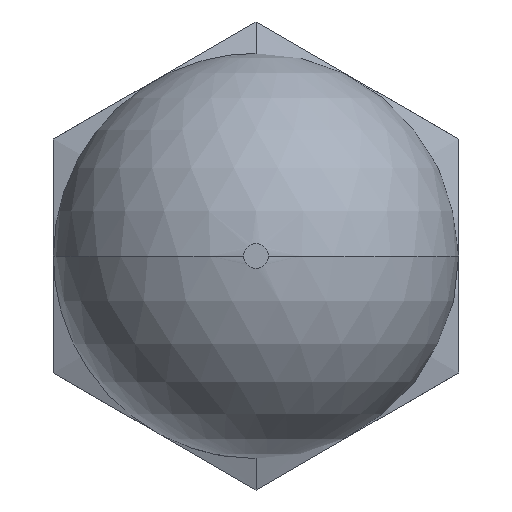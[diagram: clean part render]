
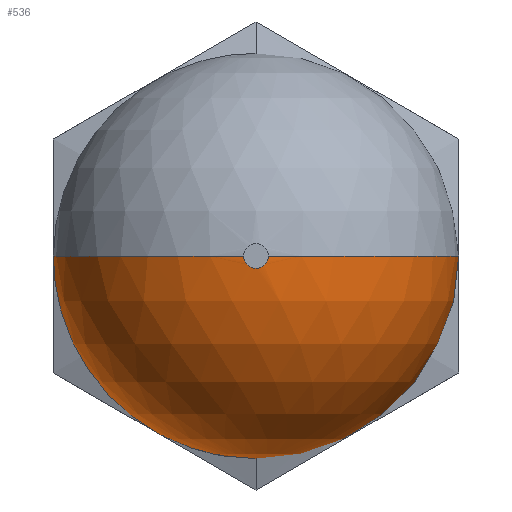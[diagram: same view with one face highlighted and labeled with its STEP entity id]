
A CAD part, front view. The second image highlights one B-rep face of the part: STEP entity #536.
In plain terms, the highlighted spherical face has radius 11 mm.
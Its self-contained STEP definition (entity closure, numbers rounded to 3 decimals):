
#24 = FACE_OUTER_BOUND ( 'NONE', #531, .T. ) ;
#42 = EDGE_CURVE ( 'NONE', #475, #777, #316, .T. ) ;
#47 = DIRECTION ( 'NONE',  ( 0., 0., 1. ) ) ;
#52 = EDGE_CURVE ( 'NONE', #396, #435, #300, .T. ) ;
#54 = AXIS2_PLACEMENT_3D ( 'NONE', #135, #132, #131 ) ;
#58 = DIRECTION ( 'NONE',  ( 0., 1., 0. ) ) ;
#65 = CARTESIAN_POINT ( 'NONE',  ( 0., -13., 0. ) ) ;
#131 = DIRECTION ( 'NONE',  ( 1., 0., 0. ) ) ;
#132 = DIRECTION ( 'NONE',  ( 0., 0., 1. ) ) ;
#135 = CARTESIAN_POINT ( 'NONE',  ( 0., -21.047, 0. ) ) ;
#142 = DIRECTION ( 'NONE',  ( 0., 0., 1. ) ) ;
#168 = CARTESIAN_POINT ( 'NONE',  ( 0., -13., 0. ) ) ;
#233 = DIRECTION ( 'NONE',  ( 0., 1., 0. ) ) ;
#234 = AXIS2_PLACEMENT_3D ( 'NONE', #478, #714, #295 ) ;
#249 = DIRECTION ( 'NONE',  ( 0., 0., 1. ) ) ;
#280 = AXIS2_PLACEMENT_3D ( 'NONE', #65, #58, #47 ) ;
#290 = AXIS2_PLACEMENT_3D ( 'NONE', #403, #393, #390 ) ;
#295 = DIRECTION ( 'NONE',  ( -1., 0., 0. ) ) ;
#300 = CIRCLE ( 'NONE', #556, 7.5 ) ;
#316 = CIRCLE ( 'NONE', #576, 0.663 ) ;
#321 = DIRECTION ( 'NONE',  ( 0., 1., 0. ) ) ;
#345 = ORIENTED_EDGE ( 'NONE', *, *, #667, .T. ) ;
#390 = DIRECTION ( 'NONE',  ( -1., 0., 0. ) ) ;
#393 = DIRECTION ( 'NONE',  ( 0., 0., 1. ) ) ;
#396 = VERTEX_POINT ( 'NONE', #631 ) ;
#403 = CARTESIAN_POINT ( 'NONE',  ( 0., -21.047, 0. ) ) ;
#417 = VERTEX_POINT ( 'NONE', #597 ) ;
#435 = VERTEX_POINT ( 'NONE', #584 ) ;
#475 = VERTEX_POINT ( 'NONE', #491 ) ;
#478 = CARTESIAN_POINT ( 'NONE',  ( 0., -21.047, 0. ) ) ;
#491 = CARTESIAN_POINT ( 'NONE',  ( 0.663, -32.027, 0. ) ) ;
#522 = ORIENTED_EDGE ( 'NONE', *, *, #622, .F. ) ;
#531 = EDGE_LOOP ( 'NONE', ( #889, #555, #345, #819, #522 ) ) ;
#536 = ADVANCED_FACE ( 'NONE', ( #24 ), #585, .T. ) ;
#555 = ORIENTED_EDGE ( 'NONE', *, *, #42, .T. ) ;
#556 = AXIS2_PLACEMENT_3D ( 'NONE', #168, #321, #142 ) ;
#576 = AXIS2_PLACEMENT_3D ( 'NONE', #606, #233, #249 ) ;
#584 = CARTESIAN_POINT ( 'NONE',  ( -7.5, -13., 0. ) ) ;
#585 = SPHERICAL_SURFACE ( 'NONE', #290, 11. ) ;
#597 = CARTESIAN_POINT ( 'NONE',  ( 7.5, -13., 0. ) ) ;
#606 = CARTESIAN_POINT ( 'NONE',  ( 0., -32.027, 0. ) ) ;
#622 = EDGE_CURVE ( 'NONE', #417, #396, #962, .T. ) ;
#631 = CARTESIAN_POINT ( 'NONE',  ( 0., -13., -7.5 ) ) ;
#660 = CIRCLE ( 'NONE', #54, 11. ) ;
#667 = EDGE_CURVE ( 'NONE', #777, #435, #927, .T. ) ;
#714 = DIRECTION ( 'NONE',  ( 0., 0., -1. ) ) ;
#777 = VERTEX_POINT ( 'NONE', #903 ) ;
#819 = ORIENTED_EDGE ( 'NONE', *, *, #52, .F. ) ;
#889 = ORIENTED_EDGE ( 'NONE', *, *, #1025, .F. ) ;
#903 = CARTESIAN_POINT ( 'NONE',  ( -0.663, -32.027, 0. ) ) ;
#927 = CIRCLE ( 'NONE', #234, 11. ) ;
#962 = CIRCLE ( 'NONE', #280, 7.5 ) ;
#1025 = EDGE_CURVE ( 'NONE', #475, #417, #660, .T. ) ;
